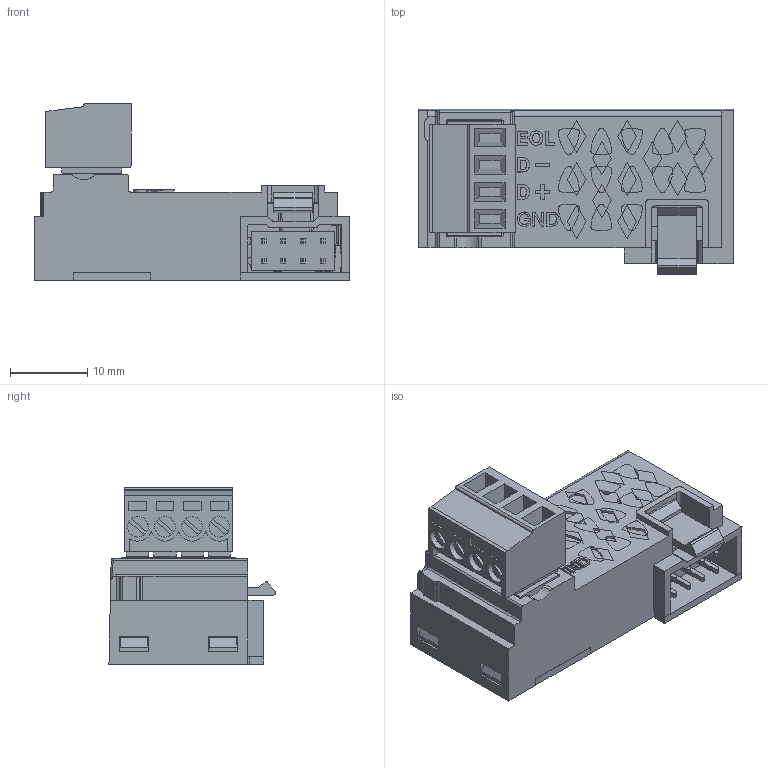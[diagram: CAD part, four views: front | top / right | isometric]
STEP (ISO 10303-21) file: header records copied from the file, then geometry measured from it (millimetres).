
FILE_DESCRIPTION(/* description */ ('Unknown'),/* implementation_level */ '2;1');
FILE_NAME(/* name */ 'RS_485_INTERFACE_STEP_FILE',/* time_stamp */ '2023-12-29T15:41:35+05:00',/* author */ ('Unknown'),/* organization */ ('Unknown'),/* preprocessor_version */ 'ST-DEVELOPER v18.104',/* originating_system */ 'Solid Edge',/* authorisation */ 'Unknown');
FILE_SCHEMA (('AUTOMOTIVE_DESIGN {1 0 10303 214 3 1 1}'));
Products named in the file (135): RS_485_VERTICAL_CONCEPT; 8JA173-04-4Apr; J3; TERMINAL_FEMALE_3_RGB65280; Board; Open CASCADE STEP translator 6.8 2.1.1; C8; CAP_SMD_0603; C7; R24; XXX_SMD_RESISTOR_FOR_48X48_TIMER_13.03.2020; R23; L4; 28JJ001_Inductor_0603; L3; C6; C5; 6270617264; term1; term2; body; C4; C3; C2; 6270612304; term1-1; term2-1; body-1; C1; U1; 6270606544; Body-2; PinsArrayLR; U2; VJB006-REV00; R28; R25; RES_SMD_0603; R13; VJL013-REV00 ...
Assembly tree (186 placements, depth 5):
  RS_485_VERTICAL_CONCEPT
    8JA173-04-4Apr
      J3
        TERMINAL_FEMALE_3_RGB65280
      Board
        Open CASCADE STEP translator 6.8 2.1.1
      C8
        CAP_SMD_0603
      C7
        CAP_SMD_0603
      R24
        XXX_SMD_RESISTOR_FOR_48X48_TIMER_13.03.2020
      R23
        XXX_SMD_RESISTOR_FOR_48X48_TIMER_13.03.2020
      L4
        28JJ001_Inductor_0603
      L3
        28JJ001_Inductor_0603
      C6
        CAP_SMD_0603
      C5
        6270617264
          term1
          term2
          body
      C4
        CAP_SMD_0603
      C3
        CAP_SMD_0603
      C2
        6270612304
          term1-1
          term2-1
          body-1
      C1
        CAP_SMD_0603
      U1
        6270606544
          Body-2
          PinsArrayLR
      U2
        VJB006-REV00
      R28
        XXX_SMD_RESISTOR_FOR_48X48_TIMER_13.03.2020
      R25
        RES_SMD_0603
      R13
        VJL013-REV00
      R12
        XXX_SMD_RESISTOR_FOR_48X48_TIMER_13.03.2020
      R11
        XXX_SMD_RESISTOR_FOR_48X48_TIMER_13.03.2020
      R10
        XXX_SMD_RESISTOR_FOR_48X48_TIMER_13.03.2020
      R8
        RES_SMD_0603
      R6
        XXX_SMD_RESISTOR_FOR_48X48_TIMER_13.03.2020
      L2
        28JJ001_Inductor_0603
Bounding box: 40.64 x 21.43 x 22.8 mm (x, y, z)
Volume: 12059.1 mm3; surface area: 21587 mm2
Topology: 105 solids, 105 shells, 4267 faces, 10460 edges, 6317 vertices
Faces by surface type: plane 2563, cylinder 1208, sphere 350, bspline 87, torus 55, cone 4
Full cylindrical faces by diameter (mm): 0.5 x16, 0.938 x2, 1.1 x8, 1.2 x4, 1.5 x1, 1.7 x4, 2.21 x4, 2.66 x4
Entity records: 84931 total; most frequent: CARTESIAN_POINT 15208, DIRECTION 12707, ORIENTED_EDGE 12322, EDGE_CURVE 6161, LINE 4593, VECTOR 4593, AXIS2_PLACEMENT_3D 4057, VERTEX_POINT 3960
